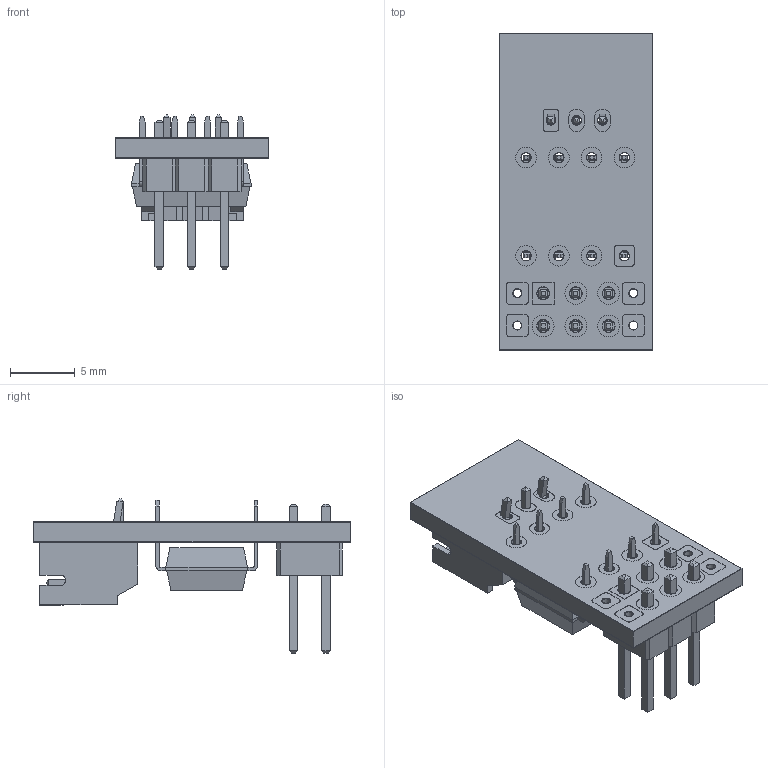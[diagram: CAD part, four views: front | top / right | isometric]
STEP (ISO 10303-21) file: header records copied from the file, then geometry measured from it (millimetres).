
FILE_DESCRIPTION(('KiCad electronic assembly'),'2;1');
FILE_NAME('WandLite.step','2025-05-24T10:49:17',('Pcbnew'),('Kicad'), 'Open CASCADE STEP processor 7.8','KiCad to STEP converter','Unknown' );
FILE_SCHEMA(('AUTOMOTIVE_DESIGN { 1 0 10303 214 1 1 1 1 }'));
Length unit declared in the file: millimetre
Products named in the file (8): WandLite 1; PinHeader_2x03_P2.54mm_Vertical; DIP-8_W7.62mm; JST_PH_S3B-PH-K_1x03_P2.00mm_Horizontal; WandLite_copper; WandLite_pad; WandLite_soldermask; WandLite_PCB
Assembly tree (7 placements, depth 2):
  WandLite 1
    PinHeader_2x03_P2.54mm_Vertical
    DIP-8_W7.62mm
    JST_PH_S3B-PH-K_1x03_P2.00mm_Horizontal
    WandLite_copper
    WandLite_pad
    WandLite_soldermask
    WandLite_PCB
Bounding box: 11.9 x 24.5 x 11.94 mm (x, y, z)
Volume: 856.3 mm3; surface area: 2675.9 mm2
Topology: 91 solids, 93 shells, 1161 faces, 2931 edges, 1968 vertices
Faces by surface type: plane 850, cylinder 291, bspline 20
Full cylindrical faces by diameter (mm): 0.65 x12, 0.7 x21, 0.75 x30, 0.8 x16, 0.95 x18, 1 x16, 1.6 x14, 1.7 x10
Entity records: 38949 total; most frequent: CARTESIAN_POINT 6444, DIRECTION 5874, ORIENTED_EDGE 5710, EDGE_CURVE 2931, LINE 2248, VECTOR 2248, VERTEX_POINT 1968, AXIS2_PLACEMENT_3D 1813
